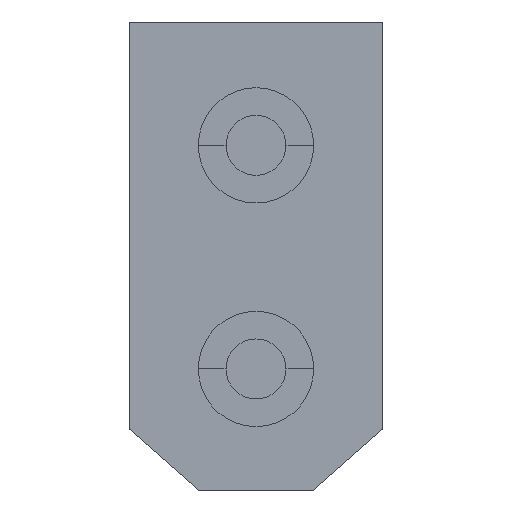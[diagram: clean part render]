
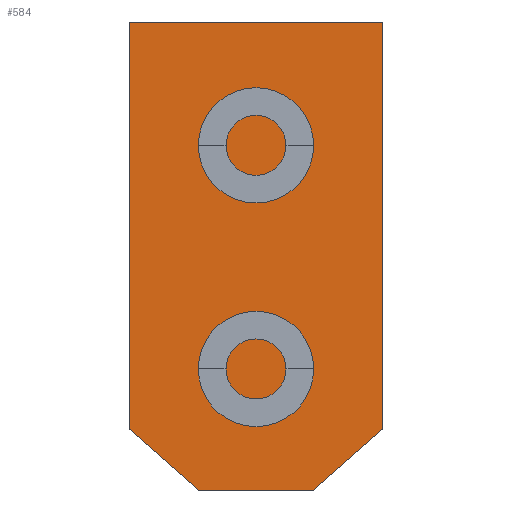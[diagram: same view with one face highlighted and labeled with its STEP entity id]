
A CAD part, front view. The second image highlights one B-rep face of the part: STEP entity #584.
In plain terms, the highlighted planar face has unit normal (0, -1, 0).
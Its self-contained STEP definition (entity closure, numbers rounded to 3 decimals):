
#39=PLANE('',#645);
#70=FACE_OUTER_BOUND('',#108,.T.);
#108=EDGE_LOOP('',(#485,#486,#487,#488,#489,#490));
#151=LINE('',#925,#209);
#154=LINE('',#930,#212);
#156=LINE('',#934,#214);
#158=LINE('',#938,#216);
#160=LINE('',#942,#218);
#162=LINE('',#945,#220);
#209=VECTOR('',#748,10.);
#212=VECTOR('',#753,10.);
#214=VECTOR('',#757,10.);
#216=VECTOR('',#761,10.);
#218=VECTOR('',#765,10.);
#220=VECTOR('',#769,10.);
#289=VERTEX_POINT('',#923);
#290=VERTEX_POINT('',#924);
#291=VERTEX_POINT('',#929);
#292=VERTEX_POINT('',#933);
#293=VERTEX_POINT('',#937);
#294=VERTEX_POINT('',#941);
#351=EDGE_CURVE('',#289,#290,#151,.T.);
#354=EDGE_CURVE('',#291,#289,#154,.T.);
#356=EDGE_CURVE('',#292,#291,#156,.T.);
#358=EDGE_CURVE('',#293,#292,#158,.T.);
#360=EDGE_CURVE('',#294,#293,#160,.T.);
#362=EDGE_CURVE('',#290,#294,#162,.T.);
#485=ORIENTED_EDGE('',*,*,#362,.F.);
#486=ORIENTED_EDGE('',*,*,#351,.F.);
#487=ORIENTED_EDGE('',*,*,#354,.F.);
#488=ORIENTED_EDGE('',*,*,#356,.F.);
#489=ORIENTED_EDGE('',*,*,#358,.F.);
#490=ORIENTED_EDGE('',*,*,#360,.F.);
#584=ADVANCED_FACE('',(#70),#39,.F.);
#645=AXIS2_PLACEMENT_3D('',#947,#772,#773);
#748=DIRECTION('',(-0.75,0.,0.661));
#753=DIRECTION('',(-1.,0.,0.));
#757=DIRECTION('',(-0.75,0.,-0.661));
#761=DIRECTION('',(0.,0.,-1.));
#765=DIRECTION('',(1.,0.,0.));
#769=DIRECTION('',(0.,0.,1.));
#772=DIRECTION('center_axis',(0.,1.,0.));
#773=DIRECTION('ref_axis',(1.,0.,0.));
#923=CARTESIAN_POINT('',(1.5,0.,-10.15));
#924=CARTESIAN_POINT('',(0.,0.,-8.827));
#925=CARTESIAN_POINT('',(1.5,0.,-10.15));
#929=CARTESIAN_POINT('',(4.,0.,-10.15));
#930=CARTESIAN_POINT('',(4.,0.,-10.15));
#933=CARTESIAN_POINT('',(5.5,0.,-8.827));
#934=CARTESIAN_POINT('',(5.5,0.,-8.827));
#937=CARTESIAN_POINT('',(5.5,0.,0.));
#938=CARTESIAN_POINT('',(5.5,0.,0.));
#941=CARTESIAN_POINT('',(0.,0.,0.));
#942=CARTESIAN_POINT('',(0.,0.,0.));
#945=CARTESIAN_POINT('',(0.,0.,-8.827));
#947=CARTESIAN_POINT('Origin',(2.75,0.,-5.075));
